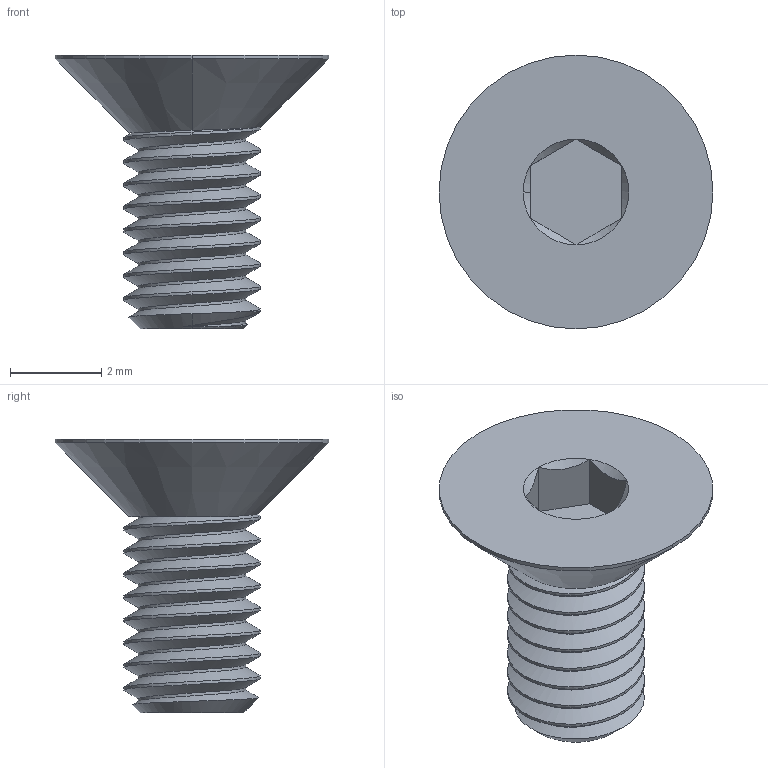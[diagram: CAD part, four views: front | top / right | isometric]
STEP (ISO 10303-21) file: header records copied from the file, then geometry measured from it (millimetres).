
FILE_DESCRIPTION (( 'STEP AP203' ), '1' );
FILE_NAME ('92125A126_18-8 Stainless Steel Hex Drive Flat Head Screw.STEP', '2022-09-01T15:27:28', ( 'Administrator' ), ( 'Managed by Terraform' ), 'SwSTEP 2.0', 'SolidWorks 2017', '' );
FILE_SCHEMA (( 'CONFIG_CONTROL_DESIGN' ));
Length unit declared in the file: millimetre
Products named in the file (1): 92125A126_18-8 Stainless Steel Hex Drive Flat Head Screw
Bounding box: 6 x 6 x 6 mm (x, y, z)
Volume: 47.8 mm3; surface area: 136.2 mm2
Topology: 1 solids, 1 shells, 44 faces, 109 edges, 68 vertices
Faces by surface type: cylinder 19, cone 12, plane 10, bspline 3
Entity records: 2608 total; most frequent: CARTESIAN_POINT 1635, ORIENTED_EDGE 218, DIRECTION 154, EDGE_CURVE 109, VERTEX_POINT 68, AXIS2_PLACEMENT_3D 59, EDGE_LOOP 45, FACE_OUTER_BOUND 44
